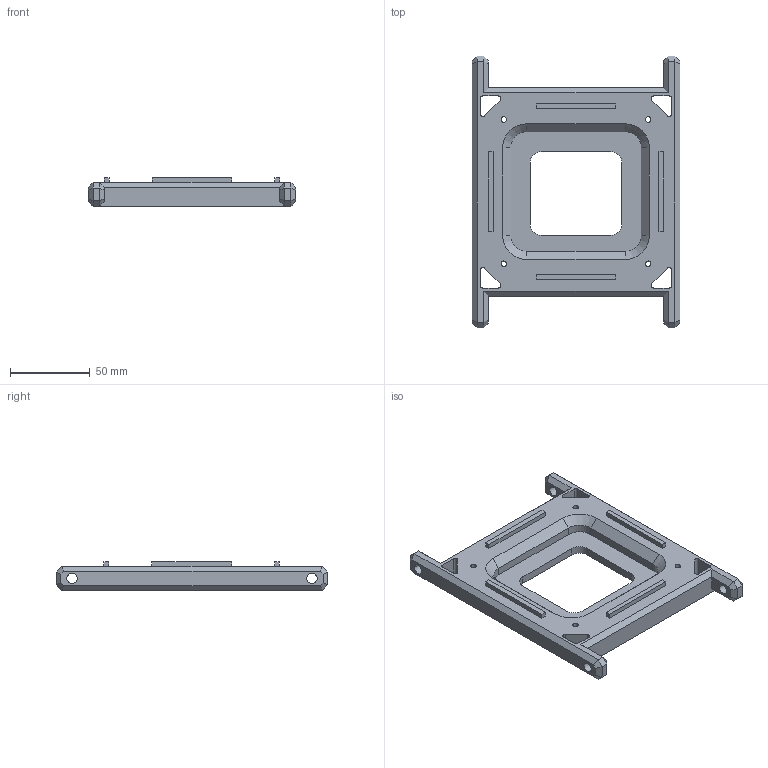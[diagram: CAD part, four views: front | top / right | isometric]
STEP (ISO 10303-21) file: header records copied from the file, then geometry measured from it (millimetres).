
FILE_DESCRIPTION(('CATIA V5 STEP Exchange'),'2;1');
FILE_NAME('TS10006.stp','2021-10-09T18:41:22+00:00',('none'),('none'),'CATIA Version 5 Release 21 GA (IN-10)','CATIA V5 STEP AP214','none');
FILE_SCHEMA(('AUTOMOTIVE_DESIGN { 1 0 10303 214 1 1 1 1 }'));
Length unit declared in the file: millimetre
Products named in the file (1): TS10006
Bounding box: 130 x 170.44 x 18 mm (x, y, z)
Volume: 174947.8 mm3; surface area: 44801.8 mm2
Topology: 1 solids, 1 shells, 144 faces, 371 edges, 234 vertices
Faces by surface type: plane 104, cylinder 36, cone 4
Entity records: 4123 total; most frequent: CARTESIAN_POINT 756, ORIENTED_EDGE 742, DIRECTION 563, EDGE_CURVE 371, VECTOR 259, LINE 259, VERTEX_POINT 234, AXIS2_PLACEMENT_3D 191
